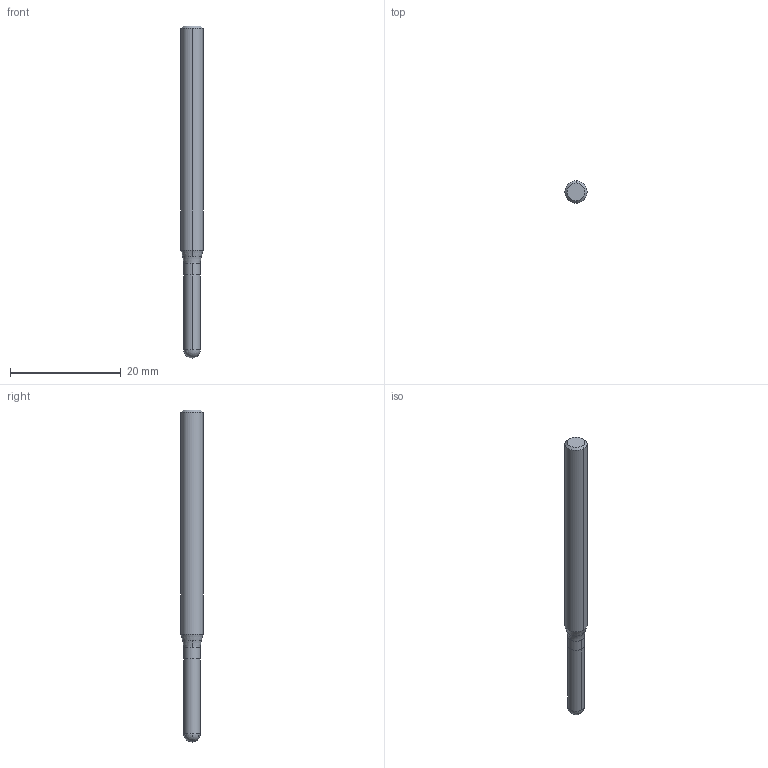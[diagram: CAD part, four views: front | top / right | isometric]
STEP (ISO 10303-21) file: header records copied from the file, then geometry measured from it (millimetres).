
FILE_DESCRIPTION(('STEP AP214'),'1');
FILE_NAME('607968914-000-00-E43.stp','2023-07-18T05:01:13',(' '),(' '),'Spatial InterOp 3D',' ',' ');
FILE_SCHEMA(('AUTOMOTIVE_DESIGN { 1 0 10303 214 1 1 1 1 }'));
Length unit declared in the file: millimetre
Products named in the file (1): 1
Bounding box: 4 x 4 x 60 mm (x, y, z)
Volume: 647.7 mm3; surface area: 720.3 mm2
Topology: 2 solids, 2 shells, 17 faces, 52 edges, 36 vertices
Faces by surface type: cylinder 6, cone 4, plane 3, torus 2, sphere 2
Entity records: 731 total; most frequent: DIRECTION 117, CARTESIAN_POINT 93, ORIENTED_EDGE 70, AXIS2_PLACEMENT_3D 50, EDGE_CURVE 35, CIRCLE 27, VERTEX_POINT 22, LINE 21
